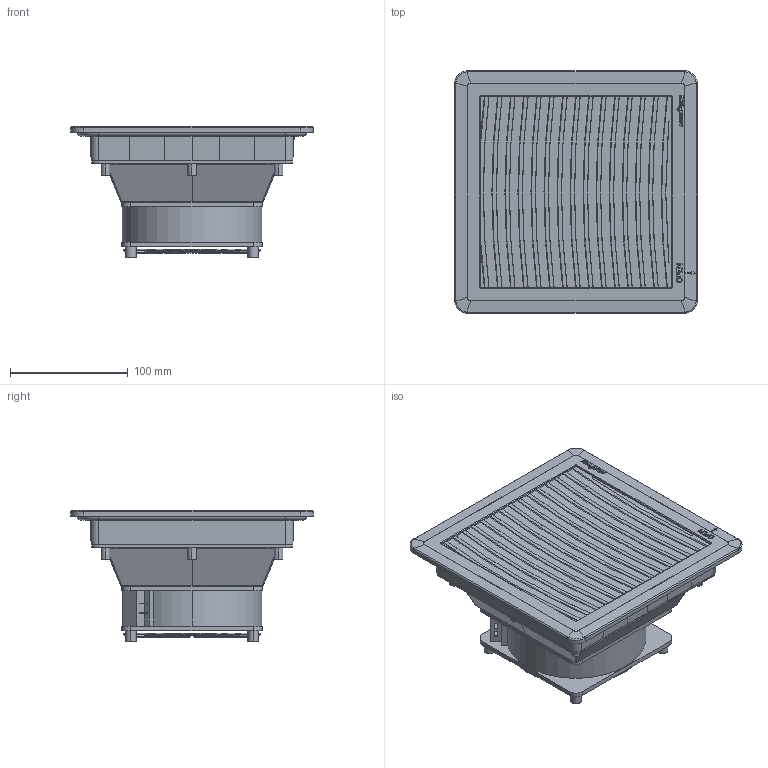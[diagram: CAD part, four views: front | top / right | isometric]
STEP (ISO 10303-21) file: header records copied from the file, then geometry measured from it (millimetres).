
FILE_DESCRIPTION(('CATIA V5 STEP Exchange'),'2;1');
FILE_NAME('Filter20 DEMO.stp','2019-11-06T08:25:35+00:00',('none'),('none'),'CATIA Version 5 Release 20 SP 1 (IN-10)','CATIA V5 STEP AP203','none');
FILE_SCHEMA(('CONFIG_CONTROL_DESIGN'));
Length unit declared in the file: millimetre
Products named in the file (1): FTEC20-SPIDER AND LOUVER PART
Bounding box: 206 x 206 x 112.1 mm (x, y, z)
Volume: 2024787.9 mm3; surface area: 165616.4 mm2
Topology: 1 solids, 9 shells, 988 faces, 2800 edges, 1858 vertices
Faces by surface type: plane 618, bspline 289, torus 40, cylinder 37, cone 4
Entity records: 34943 total; most frequent: CARTESIAN_POINT 12699, ORIENTED_EDGE 5600, DIRECTION 3128, EDGE_CURVE 2800, VERTEX_POINT 1858, VECTOR 1748, LINE 1748, EDGE_LOOP 1084
